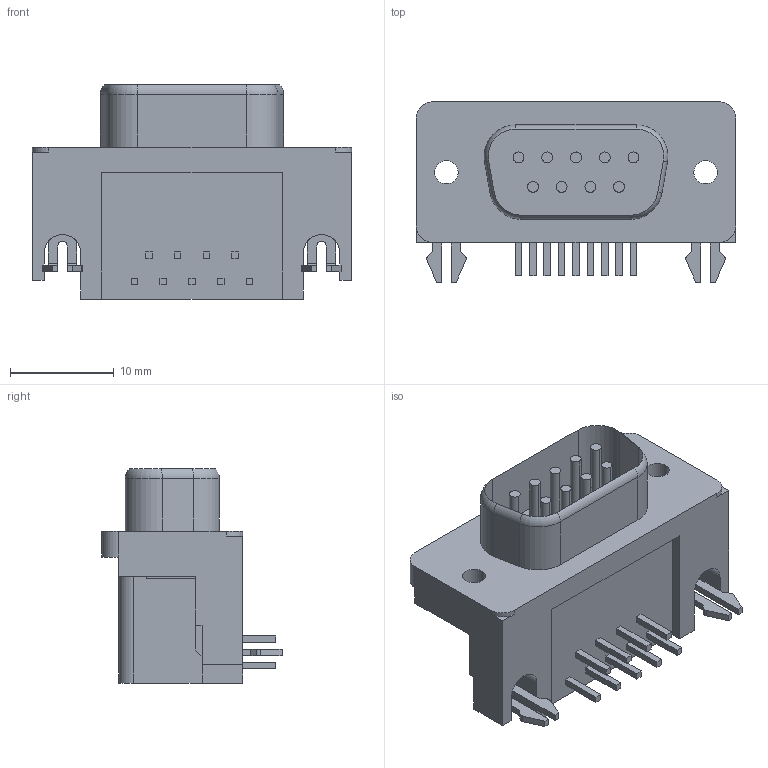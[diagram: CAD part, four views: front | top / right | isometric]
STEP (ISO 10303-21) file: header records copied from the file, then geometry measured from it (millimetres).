
FILE_DESCRIPTION(('CAx-IF Rec.Pracs.---Model Styling and Organization---1.5---2016-08-15','CAx-IF Rec.Pracs.---Geometric and Assembly Validation Properties---4.4---2016-08-17','CAx-IF Rec.Pracs.---User Defined Attributes---1.5---2016-08-15','CAx-IF Rec.Pracs.---External References---2.1---2005-01-19'),'2;1');
FILE_NAME('1754128.step','2022-12-07T08:02:41',('Unspecified'),('Unspecified'),'CAD Exchanger 3.8.1 (cadexchanger.com)','Unspecified','');
FILE_SCHEMA(('AUTOMOTIVE_DESIGN { 1 0 10303 214 1 1 1 1 }'));
Length unit declared in the file: millimetre
Products named in the file (1): C-2301843-1
Bounding box: 30.81 x 17.38 x 20.65 mm (x, y, z)
Volume: 4214.6 mm3; surface area: 3075.4 mm2
Topology: 1 solids, 1 shells, 197 faces, 508 edges, 332 vertices
Faces by surface type: plane 137, cylinder 56, torus 4
Entity records: 5992 total; most frequent: CARTESIAN_POINT 1039, DIRECTION 1020, ORIENTED_EDGE 1016, EDGE_CURVE 508, LINE 392, VECTOR 392, VERTEX_POINT 332, AXIS2_PLACEMENT_3D 314
